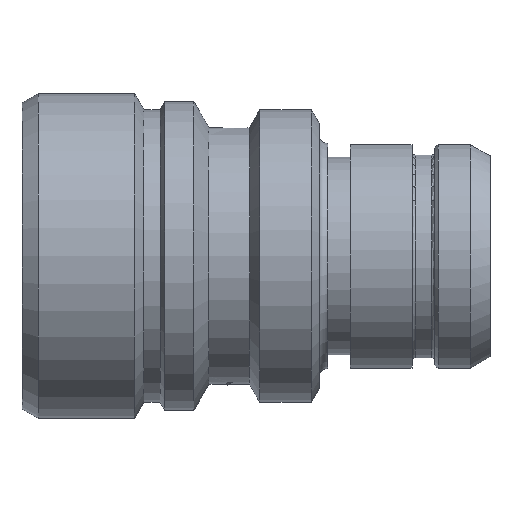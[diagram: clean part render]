
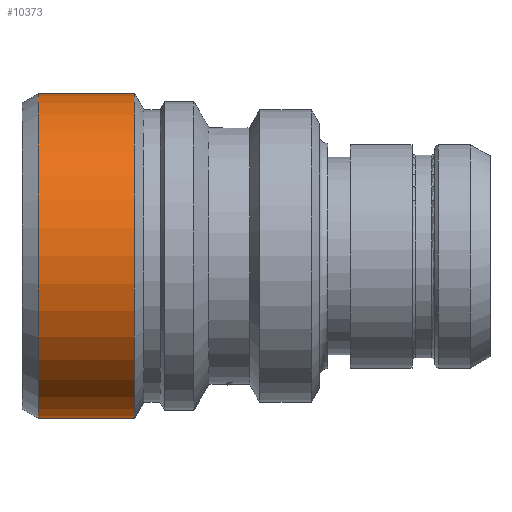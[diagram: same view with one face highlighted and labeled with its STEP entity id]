
A CAD part, top view. The second image highlights one B-rep face of the part: STEP entity #10373.
In plain terms, the highlighted cylindrical face has radius 10 mm (diameter 20 mm), a partial arc.
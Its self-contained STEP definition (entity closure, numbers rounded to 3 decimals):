
#344=CARTESIAN_POINT('',(1.,0.,0.));
#345=DIRECTION('',(1.,0.,0.));
#346=DIRECTION('',(0.,1.,0.));
#347=AXIS2_PLACEMENT_3D('',#344,#345,#346);
#349=CARTESIAN_POINT('',(6.923,0.,0.));
#350=DIRECTION('',(1.,0.,0.));
#351=DIRECTION('',(0.,1.,0.));
#352=AXIS2_PLACEMENT_3D('',#349,#350,#351);
#354=DIRECTION('',(-1.,0.,0.));
#355=VECTOR('',#354,5.923);
#356=CARTESIAN_POINT('',(6.923,10.,0.));
#357=LINE('1015',#356,#355);
#358=DIRECTION('',(-1.,0.,0.));
#359=VECTOR('',#358,5.923);
#360=CARTESIAN_POINT('',(6.923,-10.,0.));
#361=LINE('1029',#360,#359);
#8386=CARTESIAN_POINT('',(6.923,10.,0.));
#8387=VERTEX_POINT('',#8386);
#8388=CARTESIAN_POINT('',(1.,10.,0.));
#8389=VERTEX_POINT('',#8388);
#8422=CARTESIAN_POINT('',(6.923,-10.,0.));
#8423=VERTEX_POINT('',#8422);
#8424=CARTESIAN_POINT('',(1.,-10.,0.));
#8425=VERTEX_POINT('',#8424);
#10359=CARTESIAN_POINT('',(-1.44,0.,0.));
#10360=DIRECTION('',(1.,0.,0.));
#10361=DIRECTION('',(0.,-1.,0.));
#10362=AXIS2_PLACEMENT_3D('',#10359,#10360,#10361);
#10363=CYLINDRICAL_SURFACE('277',#10362,10.);
#10365=ORIENTED_EDGE('1015',*,*,#10364,.F.);
#10367=ORIENTED_EDGE('1047',*,*,#10366,.T.);
#10369=ORIENTED_EDGE('1029',*,*,#10368,.T.);
#10370=ORIENTED_EDGE('1048',*,*,#10345,.F.);
#10371=EDGE_LOOP('277',(#10365,#10367,#10369,#10370));
#10372=FACE_OUTER_BOUND('277',#10371,.F.);
#348=CIRCLE('1048',#347,10.);
#353=CIRCLE('1047',#352,10.);
#10345=EDGE_CURVE('1048',#8389,#8425,#348,.T.);
#10364=EDGE_CURVE('1015',#8387,#8389,#357,.T.);
#10366=EDGE_CURVE('1047',#8387,#8423,#353,.T.);
#10368=EDGE_CURVE('1029',#8423,#8425,#361,.T.);
#10373=ADVANCED_FACE('277',(#10372),#10363,.T.);
